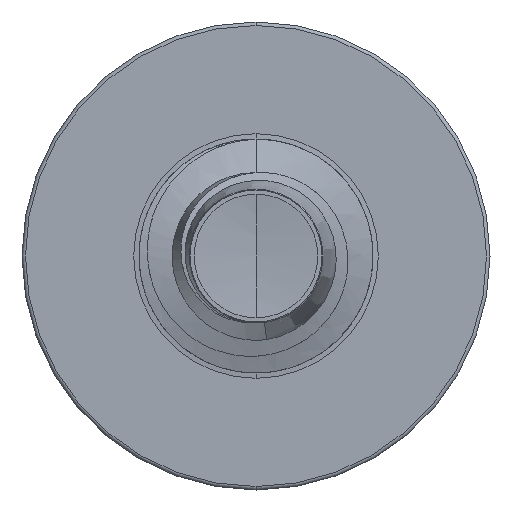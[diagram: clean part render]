
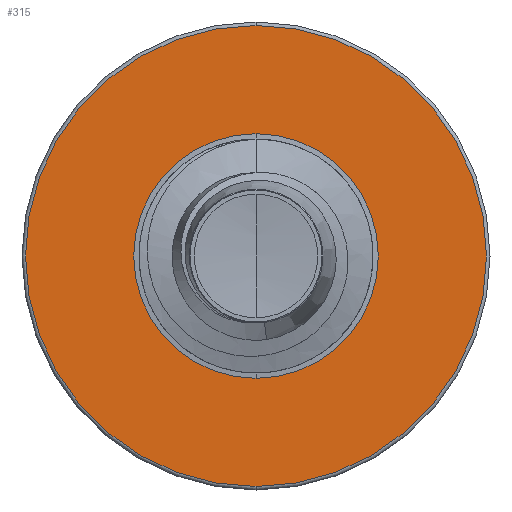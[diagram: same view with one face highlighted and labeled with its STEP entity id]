
A CAD part, front view. The second image highlights one B-rep face of the part: STEP entity #315.
In plain terms, the highlighted planar face has unit normal (0, -1, 0).
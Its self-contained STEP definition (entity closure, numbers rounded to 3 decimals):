
#48 = ORIENTED_EDGE ( 'NONE', *, *, #5974, .T. ) ;
#97 = AXIS2_PLACEMENT_3D ( 'NONE', #9209, #4087, #10079 ) ;
#210 = EDGE_LOOP ( 'NONE', ( #6571, #8861 ) ) ;
#315 = ADVANCED_FACE ( 'NONE', ( #6001, #1782 ), #2658, .F. ) ;
#328 = CIRCLE ( 'NONE', #6614, 2.167 ) ;
#447 = CARTESIAN_POINT ( 'NONE',  ( 0., 3., 0. ) ) ;
#790 = VERTEX_POINT ( 'NONE', #6758 ) ;
#813 = EDGE_LOOP ( 'NONE', ( #48, #6819 ) ) ;
#1306 = DIRECTION ( 'NONE',  ( 0., 0., 1. ) ) ;
#1730 = CARTESIAN_POINT ( 'NONE',  ( 0., 3., 0. ) ) ;
#1782 = FACE_BOUND ( 'NONE', #813, .T. ) ;
#1867 = DIRECTION ( 'NONE',  ( 0., 1., 0. ) ) ;
#2123 = DIRECTION ( 'NONE',  ( 0., 1., 0. ) ) ;
#2204 = CIRCLE ( 'NONE', #3470, 1.15 ) ;
#2587 = DIRECTION ( 'NONE',  ( 0., 0., 1. ) ) ;
#2658 = PLANE ( 'NONE',  #6438 ) ;
#3470 = AXIS2_PLACEMENT_3D ( 'NONE', #447, #6363, #1306 ) ;
#4087 = DIRECTION ( 'NONE',  ( 0., 1., 0. ) ) ;
#4298 = CARTESIAN_POINT ( 'NONE',  ( 0., 3., -2.167 ) ) ;
#4647 = AXIS2_PLACEMENT_3D ( 'NONE', #7201, #2123, #8081 ) ;
#4830 = CARTESIAN_POINT ( 'NONE',  ( 0., 3., 1.15 ) ) ;
#5713 = VERTEX_POINT ( 'NONE', #4298 ) ;
#5791 = CIRCLE ( 'NONE', #4647, 1.15 ) ;
#5974 = EDGE_CURVE ( 'NONE', #10880, #790, #5791, .T. ) ;
#6001 = FACE_OUTER_BOUND ( 'NONE', #210, .T. ) ;
#6045 = CARTESIAN_POINT ( 'NONE',  ( 0., 3., 2.167 ) ) ;
#6343 = EDGE_CURVE ( 'NONE', #5713, #8399, #8737, .T. ) ;
#6363 = DIRECTION ( 'NONE',  ( 0., 1., 0. ) ) ;
#6438 = AXIS2_PLACEMENT_3D ( 'NONE', #6946, #1867, #7816 ) ;
#6571 = ORIENTED_EDGE ( 'NONE', *, *, #8489, .F. ) ;
#6614 = AXIS2_PLACEMENT_3D ( 'NONE', #1730, #7679, #2587 ) ;
#6758 = CARTESIAN_POINT ( 'NONE',  ( 0., 3., -1.15 ) ) ;
#6819 = ORIENTED_EDGE ( 'NONE', *, *, #7798, .T. ) ;
#6946 = CARTESIAN_POINT ( 'NONE',  ( 0., 3., -1.15 ) ) ;
#7201 = CARTESIAN_POINT ( 'NONE',  ( 0., 3., 0. ) ) ;
#7679 = DIRECTION ( 'NONE',  ( 0., 1., 0. ) ) ;
#7798 = EDGE_CURVE ( 'NONE', #790, #10880, #2204, .T. ) ;
#7816 = DIRECTION ( 'NONE',  ( 0., 0., 1. ) ) ;
#8081 = DIRECTION ( 'NONE',  ( 0., 0., 1. ) ) ;
#8399 = VERTEX_POINT ( 'NONE', #6045 ) ;
#8489 = EDGE_CURVE ( 'NONE', #8399, #5713, #328, .T. ) ;
#8737 = CIRCLE ( 'NONE', #97, 2.167 ) ;
#8861 = ORIENTED_EDGE ( 'NONE', *, *, #6343, .F. ) ;
#9209 = CARTESIAN_POINT ( 'NONE',  ( 0., 3., 0. ) ) ;
#10079 = DIRECTION ( 'NONE',  ( 0., 0., 1. ) ) ;
#10880 = VERTEX_POINT ( 'NONE', #4830 ) ;
